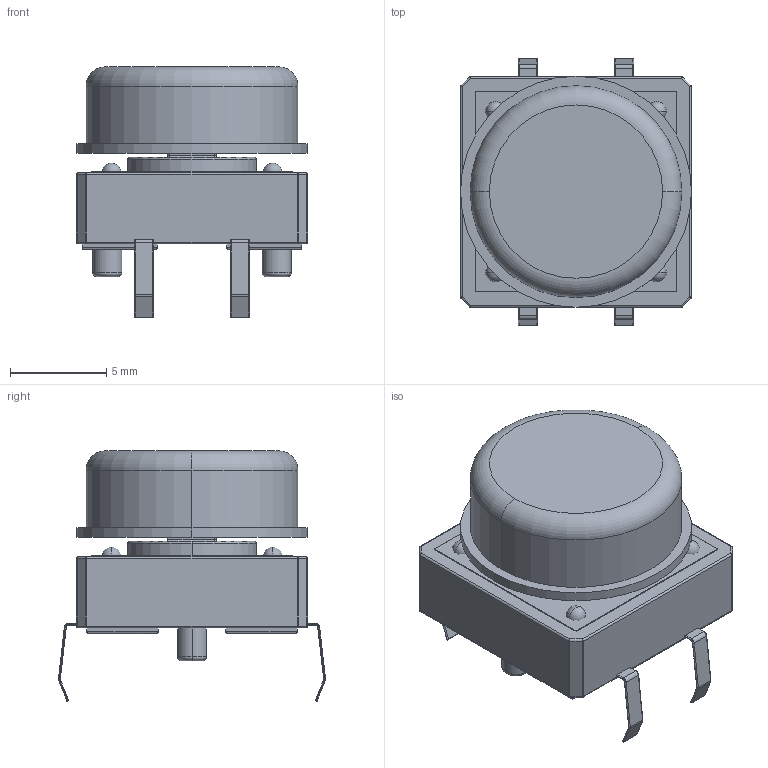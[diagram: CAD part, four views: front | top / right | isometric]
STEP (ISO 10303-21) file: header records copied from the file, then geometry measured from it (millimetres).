
FILE_DESCRIPTION (( 'STEP AP214' ), '1' );
FILE_NAME ('SW3dPS-SWT9.STEP', '2009-07-01T12:53:25', ( 'sysAdmin' ), ( 'SolidWorks' ), 'SwSTEP 2.0', 'SolidWorks 2009', '' );
FILE_SCHEMA (( 'AUTOMOTIVE_DESIGN' ));
Length unit declared in the file: millimetre
Products named in the file (1): SW3dPS-SWT9
Bounding box: 12 x 13.87 x 13 mm (x, y, z)
Volume: 1036 mm3; surface area: 1447.9 mm2
Topology: 9 solids, 9 shells, 314 faces, 669 edges, 362 vertices
Faces by surface type: cylinder 145, plane 91, torus 46, sphere 32
Entity records: 9237 total; most frequent: DIRECTION 1523, CARTESIAN_POINT 1396, ORIENTED_EDGE 1274, EDGE_CURVE 637, AXIS2_PLACEMENT_3D 601, VERTEX_POINT 354, EDGE_LOOP 327, VECTOR 321
